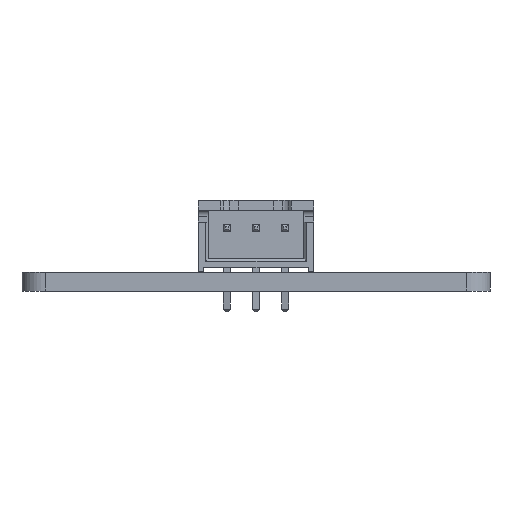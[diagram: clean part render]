
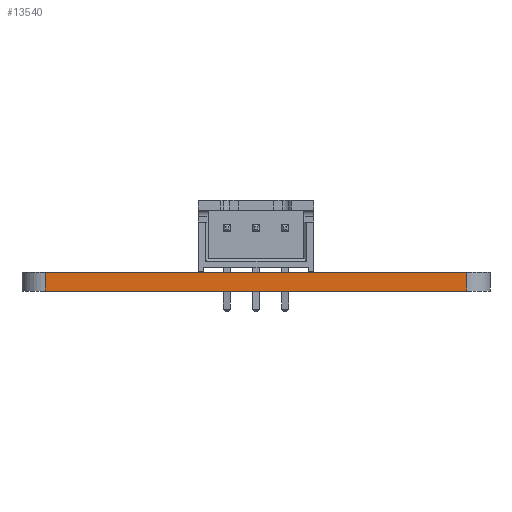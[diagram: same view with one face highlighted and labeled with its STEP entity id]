
A CAD part, left-side view. The second image highlights one B-rep face of the part: STEP entity #13540.
In plain terms, the highlighted planar face has unit normal (-1, 0, 0).
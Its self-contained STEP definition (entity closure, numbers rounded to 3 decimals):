
#9873 = PLANE('',#9874);
#9874 = AXIS2_PLACEMENT_3D('',#9875,#9876,#9877);
#9875 = CARTESIAN_POINT('',(130.,-70.,1.6));
#9876 = DIRECTION('',(0.,0.,1.));
#9877 = DIRECTION('',(1.,0.,-0.));
#9901 = CYLINDRICAL_SURFACE('',#9902,2.);
#9902 = AXIS2_PLACEMENT_3D('',#9903,#9904,#9905);
#9903 = CARTESIAN_POINT('',(112.,-52.,0.));
#9904 = DIRECTION('',(-0.,-0.,-1.));
#9905 = DIRECTION('',(1.,0.,-0.));
#9927 = PLANE('',#9928);
#9928 = AXIS2_PLACEMENT_3D('',#9929,#9930,#9931);
#9929 = CARTESIAN_POINT('',(130.,-70.,0.));
#9930 = DIRECTION('',(0.,0.,1.));
#9931 = DIRECTION('',(1.,0.,-0.));
#10022 = VERTEX_POINT('',#10023);
#10023 = CARTESIAN_POINT('',(110.,-52.,1.6));
#10045 = EDGE_CURVE('',#10046,#10022,#10048,.T.);
#10046 = VERTEX_POINT('',#10047);
#10047 = CARTESIAN_POINT('',(110.,-52.,0.));
#10048 = SURFACE_CURVE('',#10049,(#10053,#10060),.PCURVE_S1.);
#10049 = LINE('',#10050,#10051);
#10050 = CARTESIAN_POINT('',(110.,-52.,0.));
#10051 = VECTOR('',#10052,1.);
#10052 = DIRECTION('',(0.,0.,1.));
#10053 = PCURVE('',#9901,#10054);
#10054 = DEFINITIONAL_REPRESENTATION('',(#10055),#10059);
#10055 = LINE('',#10056,#10057);
#10056 = CARTESIAN_POINT('',(-3.142,0.));
#10057 = VECTOR('',#10058,1.);
#10058 = DIRECTION('',(-0.,-1.));
#10059 = ( GEOMETRIC_REPRESENTATION_CONTEXT(2) 
PARAMETRIC_REPRESENTATION_CONTEXT() REPRESENTATION_CONTEXT('2D SPACE',''
  ) );
#10060 = PCURVE('',#10061,#10066);
#10061 = PLANE('',#10062);
#10062 = AXIS2_PLACEMENT_3D('',#10063,#10064,#10065);
#10063 = CARTESIAN_POINT('',(110.,-52.,0.));
#10064 = DIRECTION('',(1.,0.,-0.));
#10065 = DIRECTION('',(0.,-1.,0.));
#10066 = DEFINITIONAL_REPRESENTATION('',(#10067),#10071);
#10067 = LINE('',#10068,#10069);
#10068 = CARTESIAN_POINT('',(0.,0.));
#10069 = VECTOR('',#10070,1.);
#10070 = DIRECTION('',(0.,-1.));
#10071 = ( GEOMETRIC_REPRESENTATION_CONTEXT(2) 
PARAMETRIC_REPRESENTATION_CONTEXT() REPRESENTATION_CONTEXT('2D SPACE',''
  ) );
#10100 = EDGE_CURVE('',#10046,#10101,#10103,.T.);
#10101 = VERTEX_POINT('',#10102);
#10102 = CARTESIAN_POINT('',(110.,-88.,0.));
#10103 = SURFACE_CURVE('',#10104,(#10108,#10115),.PCURVE_S1.);
#10104 = LINE('',#10105,#10106);
#10105 = CARTESIAN_POINT('',(110.,-52.,0.));
#10106 = VECTOR('',#10107,1.);
#10107 = DIRECTION('',(0.,-1.,0.));
#10108 = PCURVE('',#9927,#10109);
#10109 = DEFINITIONAL_REPRESENTATION('',(#10110),#10114);
#10110 = LINE('',#10111,#10112);
#10111 = CARTESIAN_POINT('',(-20.,18.));
#10112 = VECTOR('',#10113,1.);
#10113 = DIRECTION('',(0.,-1.));
#10114 = ( GEOMETRIC_REPRESENTATION_CONTEXT(2) 
PARAMETRIC_REPRESENTATION_CONTEXT() REPRESENTATION_CONTEXT('2D SPACE',''
  ) );
#10115 = PCURVE('',#10061,#10116);
#10116 = DEFINITIONAL_REPRESENTATION('',(#10117),#10121);
#10117 = LINE('',#10118,#10119);
#10118 = CARTESIAN_POINT('',(0.,0.));
#10119 = VECTOR('',#10120,1.);
#10120 = DIRECTION('',(1.,0.));
#10121 = ( GEOMETRIC_REPRESENTATION_CONTEXT(2) 
PARAMETRIC_REPRESENTATION_CONTEXT() REPRESENTATION_CONTEXT('2D SPACE',''
  ) );
#10140 = CYLINDRICAL_SURFACE('',#10141,2.);
#10141 = AXIS2_PLACEMENT_3D('',#10142,#10143,#10144);
#10142 = CARTESIAN_POINT('',(112.,-88.,0.));
#10143 = DIRECTION('',(-0.,-0.,-1.));
#10144 = DIRECTION('',(1.,0.,-0.));
#11962 = EDGE_CURVE('',#10022,#11963,#11965,.T.);
#11963 = VERTEX_POINT('',#11964);
#11964 = CARTESIAN_POINT('',(110.,-88.,1.6));
#11965 = SURFACE_CURVE('',#11966,(#11970,#11977),.PCURVE_S1.);
#11966 = LINE('',#11967,#11968);
#11967 = CARTESIAN_POINT('',(110.,-52.,1.6));
#11968 = VECTOR('',#11969,1.);
#11969 = DIRECTION('',(0.,-1.,0.));
#11970 = PCURVE('',#9873,#11971);
#11971 = DEFINITIONAL_REPRESENTATION('',(#11972),#11976);
#11972 = LINE('',#11973,#11974);
#11973 = CARTESIAN_POINT('',(-20.,18.));
#11974 = VECTOR('',#11975,1.);
#11975 = DIRECTION('',(0.,-1.));
#11976 = ( GEOMETRIC_REPRESENTATION_CONTEXT(2) 
PARAMETRIC_REPRESENTATION_CONTEXT() REPRESENTATION_CONTEXT('2D SPACE',''
  ) );
#11977 = PCURVE('',#10061,#11978);
#11978 = DEFINITIONAL_REPRESENTATION('',(#11979),#11983);
#11979 = LINE('',#11980,#11981);
#11980 = CARTESIAN_POINT('',(0.,-1.6));
#11981 = VECTOR('',#11982,1.);
#11982 = DIRECTION('',(1.,0.));
#11983 = ( GEOMETRIC_REPRESENTATION_CONTEXT(2) 
PARAMETRIC_REPRESENTATION_CONTEXT() REPRESENTATION_CONTEXT('2D SPACE',''
  ) );
#13540 = ADVANCED_FACE('',(#13541),#10061,.F.);
#13541 = FACE_BOUND('',#13542,.F.);
#13542 = EDGE_LOOP('',(#13543,#13544,#13545,#13566));
#13543 = ORIENTED_EDGE('',*,*,#10045,.T.);
#13544 = ORIENTED_EDGE('',*,*,#11962,.T.);
#13545 = ORIENTED_EDGE('',*,*,#13546,.F.);
#13546 = EDGE_CURVE('',#10101,#11963,#13547,.T.);
#13547 = SURFACE_CURVE('',#13548,(#13552,#13559),.PCURVE_S1.);
#13548 = LINE('',#13549,#13550);
#13549 = CARTESIAN_POINT('',(110.,-88.,0.));
#13550 = VECTOR('',#13551,1.);
#13551 = DIRECTION('',(0.,0.,1.));
#13552 = PCURVE('',#10061,#13553);
#13553 = DEFINITIONAL_REPRESENTATION('',(#13554),#13558);
#13554 = LINE('',#13555,#13556);
#13555 = CARTESIAN_POINT('',(36.,0.));
#13556 = VECTOR('',#13557,1.);
#13557 = DIRECTION('',(0.,-1.));
#13558 = ( GEOMETRIC_REPRESENTATION_CONTEXT(2) 
PARAMETRIC_REPRESENTATION_CONTEXT() REPRESENTATION_CONTEXT('2D SPACE',''
  ) );
#13559 = PCURVE('',#10140,#13560);
#13560 = DEFINITIONAL_REPRESENTATION('',(#13561),#13565);
#13561 = LINE('',#13562,#13563);
#13562 = CARTESIAN_POINT('',(-3.142,0.));
#13563 = VECTOR('',#13564,1.);
#13564 = DIRECTION('',(-0.,-1.));
#13565 = ( GEOMETRIC_REPRESENTATION_CONTEXT(2) 
PARAMETRIC_REPRESENTATION_CONTEXT() REPRESENTATION_CONTEXT('2D SPACE',''
  ) );
#13566 = ORIENTED_EDGE('',*,*,#10100,.F.);
